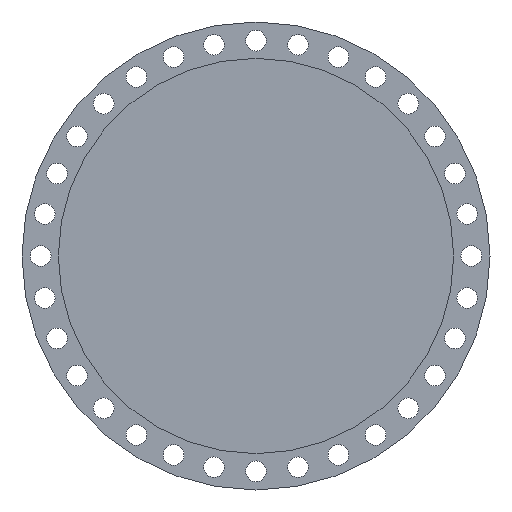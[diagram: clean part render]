
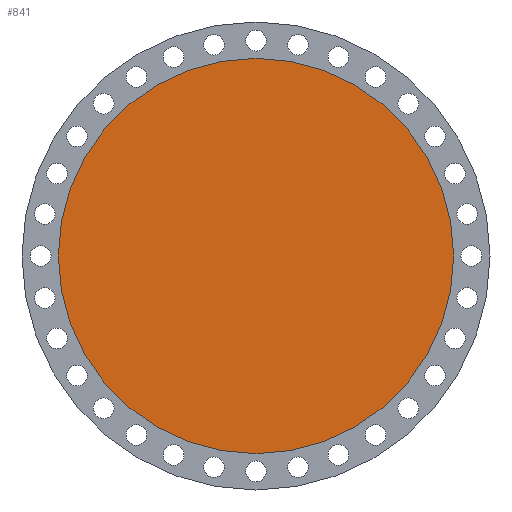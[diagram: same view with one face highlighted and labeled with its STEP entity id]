
A CAD part, left-side view. The second image highlights one B-rep face of the part: STEP entity #841.
In plain terms, the highlighted planar face has unit normal (-1, 0, 0).
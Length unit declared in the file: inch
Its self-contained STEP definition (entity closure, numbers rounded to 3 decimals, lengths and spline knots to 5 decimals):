
#61 = CARTESIAN_POINT ( 'NONE',  ( 0., 0., 0. ) ) ;
#79 = AXIS2_PLACEMENT_3D ( 'NONE', #313, #1910, #2347 ) ;
#140 = FACE_OUTER_BOUND ( 'NONE', #426, .T. ) ;
#166 = ORIENTED_EDGE ( 'NONE', *, *, #573, .T. ) ;
#261 = ORIENTED_EDGE ( 'NONE', *, *, #2293, .T. ) ;
#313 = CARTESIAN_POINT ( 'NONE',  ( 0., 0., 0. ) ) ;
#426 = EDGE_LOOP ( 'NONE', ( #166, #261 ) ) ;
#512 = VERTEX_POINT ( 'NONE', #2613 ) ;
#523 = DIRECTION ( 'NONE',  ( -1., 0., 0. ) ) ;
#573 = EDGE_CURVE ( 'NONE', #512, #2561, #1183, .T. ) ;
#773 = DIRECTION ( 'NONE',  ( 0., 0., 1. ) ) ;
#841 = ADVANCED_FACE ( 'NONE', ( #140 ), #2098, .T. ) ;
#855 = AXIS2_PLACEMENT_3D ( 'NONE', #61, #523, #2504 ) ;
#970 = CARTESIAN_POINT ( 'NONE',  ( 0., 0., 0. ) ) ;
#1011 = DIRECTION ( 'NONE',  ( -1., 0., 0. ) ) ;
#1183 = CIRCLE ( 'NONE', #1641, 25.125 ) ;
#1641 = AXIS2_PLACEMENT_3D ( 'NONE', #970, #1011, #773 ) ;
#1643 = CIRCLE ( 'NONE', #855, 25.125 ) ;
#1644 = CARTESIAN_POINT ( 'NONE',  ( 0., 0., -25.125 ) ) ;
#1910 = DIRECTION ( 'NONE',  ( -1., 0., 0. ) ) ;
#2098 = PLANE ( 'NONE',  #79 ) ;
#2293 = EDGE_CURVE ( 'NONE', #2561, #512, #1643, .T. ) ;
#2347 = DIRECTION ( 'NONE',  ( 0., 0., 1. ) ) ;
#2504 = DIRECTION ( 'NONE',  ( 0., 0., 1. ) ) ;
#2561 = VERTEX_POINT ( 'NONE', #1644 ) ;
#2613 = CARTESIAN_POINT ( 'NONE',  ( 0., 0., 25.125 ) ) ;
